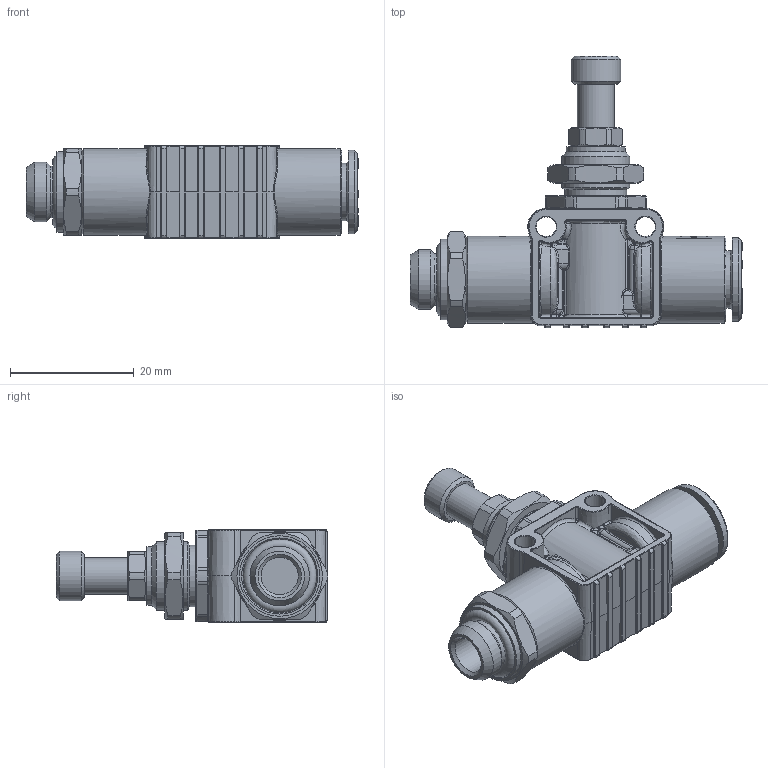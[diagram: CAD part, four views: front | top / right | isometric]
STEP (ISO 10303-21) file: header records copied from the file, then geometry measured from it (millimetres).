
FILE_DESCRIPTION(( 'MV.35.08.18C.stp' ), '1');
FILE_NAME( 'MV.35.08.18C.stp', '2019-06-20T08:39:55',( 'Sopra'),('sopra-pneumatic.com'), 'SwSTEP 2.0','SolidWorks 2009','' );
FILE_SCHEMA( ( 'CONFIG_CONTROL_DESIGN' ) );
Length unit declared in the file: millimetre
Products named in the file (3): 04250C41; 036-A067-1/011-0004-1-solid1; NONE
Assembly tree (2 placements, depth 2):
  04250C41
    036-A067-1/011-0004-1-solid1
    NONE
Bounding box: 53.6 x 43.81 x 15 mm (x, y, z)
Volume: 9593.2 mm3; surface area: 6264.9 mm2
Topology: 2 solids, 7 shells, 965 faces, 2411 edges, 1484 vertices
Faces by surface type: bspline 371, plane 294, cylinder 249, cone 50, torus 1
Full cylindrical faces by diameter (mm): 0.769 x1, 3.2 x2, 6 x2, 8 x1, 8.15 x1, 8.3 x1, 9.3 x1, 9.5 x1, 9.6 x1, 10 x1, 11 x2, 13 x1, 13.5 x1, 14 x2
Entity records: 54301 total; most frequent: CARTESIAN_POINT 35237, ORIENTED_EDGE 4672, DIRECTION 2627, EDGE_CURVE 2336, VERTEX_POINT 1471, B_SPLINE_CURVE_WITH_KNOTS 1175, EDGE_LOOP 1054, FACE_OUTER_BOUND 982
